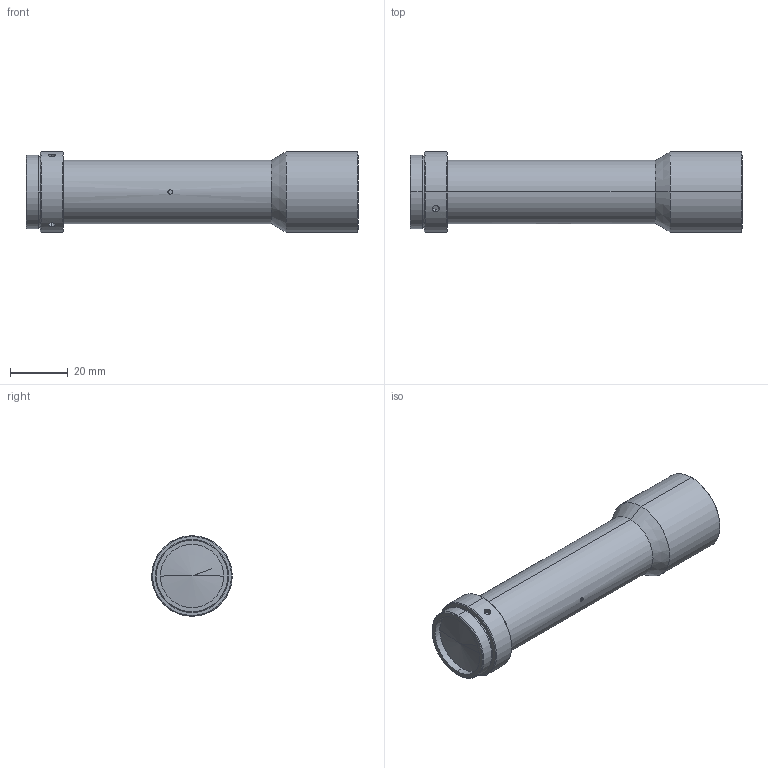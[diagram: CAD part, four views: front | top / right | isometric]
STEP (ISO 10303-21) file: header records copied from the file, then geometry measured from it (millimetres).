
FILE_DESCRIPTION (( 'STEP AP203' ), '1' );
FILE_NAME ('WWH07-145AT.STEP', '2019-07-09T01:56:23', ( '' ), ( '' ), 'SwSTEP 2.0', 'SolidWorks 2017', '' );
FILE_SCHEMA (( 'CONFIG_CONTROL_DESIGN' ));
Length unit declared in the file: millimetre
Products named in the file (1): WWH07-145AT
Bounding box: 115.4 x 28 x 28 mm (x, y, z)
Volume: 51622.2 mm3; surface area: 10555.4 mm2
Topology: 1 solids, 1 shells, 47 faces, 102 edges, 62 vertices
Faces by surface type: cylinder 22, cone 20, plane 5
Entity records: 1557 total; most frequent: CARTESIAN_POINT 464, DIRECTION 222, ORIENTED_EDGE 196, EDGE_CURVE 98, AXIS2_PLACEMENT_3D 92, VERTEX_POINT 62, EDGE_LOOP 56, FACE_OUTER_BOUND 47
